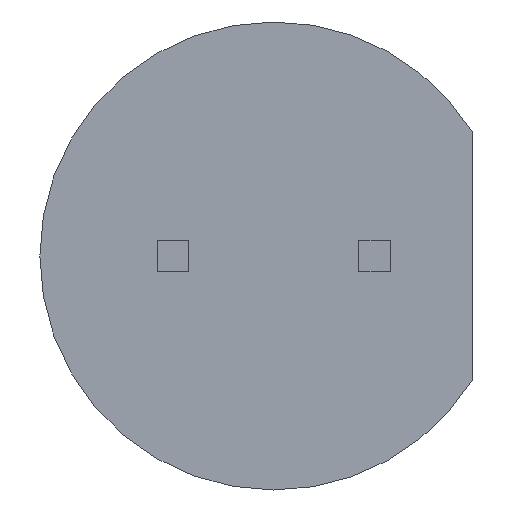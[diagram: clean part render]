
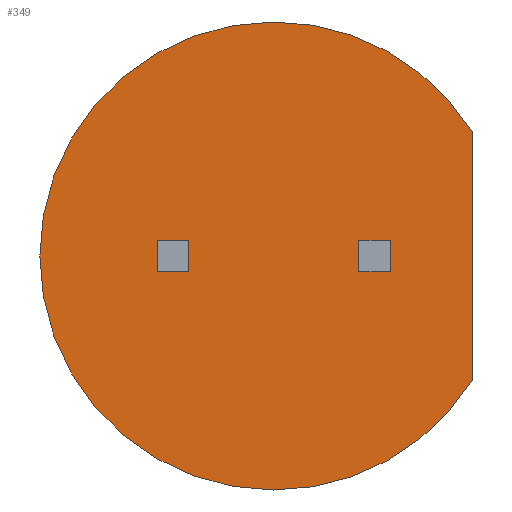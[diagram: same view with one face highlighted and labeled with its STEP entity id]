
A CAD part, front view. The second image highlights one B-rep face of the part: STEP entity #349.
In plain terms, the highlighted planar face has unit normal (0, -1, 0).
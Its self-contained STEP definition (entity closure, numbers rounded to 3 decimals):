
#10 = DIRECTION ( 'NONE',  ( 0., 0., -1. ) ) ;
#11 = EDGE_CURVE ( 'NONE', #14, #284, #488, .T. ) ;
#14 = VERTEX_POINT ( 'NONE', #346 ) ;
#17 = ORIENTED_EDGE ( 'NONE', *, *, #11, .F. ) ;
#21 = AXIS2_PLACEMENT_3D ( 'NONE', #553, #414, #10 ) ;
#26 = CARTESIAN_POINT ( 'NONE',  ( -1.47, -0.564, 0.2 ) ) ;
#58 = LINE ( 'NONE', #695, #776 ) ;
#63 = EDGE_CURVE ( 'NONE', #108, #140, #339, .T. ) ;
#69 = EDGE_CURVE ( 'NONE', #331, #711, #283, .T. ) ;
#70 = PLANE ( 'NONE',  #105 ) ;
#105 = AXIS2_PLACEMENT_3D ( 'NONE', #795, #328, #323 ) ;
#108 = VERTEX_POINT ( 'NONE', #356 ) ;
#122 = ORIENTED_EDGE ( 'NONE', *, *, #69, .T. ) ;
#127 = VERTEX_POINT ( 'NONE', #435 ) ;
#131 = DIRECTION ( 'NONE',  ( 0., 0., -1. ) ) ;
#139 = EDGE_CURVE ( 'NONE', #501, #711, #633, .T. ) ;
#140 = VERTEX_POINT ( 'NONE', #760 ) ;
#152 = VECTOR ( 'NONE', #336, 1000. ) ;
#179 = CARTESIAN_POINT ( 'NONE',  ( 1.07, -0.564, -0.2 ) ) ;
#184 = CARTESIAN_POINT ( 'NONE',  ( 1.07, -0.564, -0.2 ) ) ;
#185 = CARTESIAN_POINT ( 'NONE',  ( 0., -0.564, -0.2 ) ) ;
#222 = CARTESIAN_POINT ( 'NONE',  ( 1.47, -0.564, -0.2 ) ) ;
#233 = EDGE_CURVE ( 'NONE', #752, #14, #327, .T. ) ;
#234 = CARTESIAN_POINT ( 'NONE',  ( 2.5, -0.564, 0. ) ) ;
#243 = EDGE_CURVE ( 'NONE', #108, #568, #655, .T. ) ;
#259 = VECTOR ( 'NONE', #354, 1000. ) ;
#260 = DIRECTION ( 'NONE',  ( -1., 0., 0. ) ) ;
#283 = LINE ( 'NONE', #607, #345 ) ;
#284 = VERTEX_POINT ( 'NONE', #641 ) ;
#304 = VECTOR ( 'NONE', #330, 1000. ) ;
#323 = DIRECTION ( 'NONE',  ( 0., 0., -1. ) ) ;
#327 = CIRCLE ( 'NONE', #648, 2.95 ) ;
#328 = DIRECTION ( 'NONE',  ( 0., -1., 0. ) ) ;
#330 = DIRECTION ( 'NONE',  ( 0., 0., 1. ) ) ;
#331 = VERTEX_POINT ( 'NONE', #536 ) ;
#336 = DIRECTION ( 'NONE',  ( -1., 0., 0. ) ) ;
#338 = AXIS2_PLACEMENT_3D ( 'NONE', #619, #826, #503 ) ;
#339 = LINE ( 'NONE', #222, #304 ) ;
#343 = FACE_BOUND ( 'NONE', #590, .T. ) ;
#345 = VECTOR ( 'NONE', #599, 1000. ) ;
#346 = CARTESIAN_POINT ( 'NONE',  ( 0., -0.564, -2.95 ) ) ;
#349 = ADVANCED_FACE ( 'NONE', ( #343, #478, #404 ), #70, .T. ) ;
#354 = DIRECTION ( 'NONE',  ( -1., 0., 0. ) ) ;
#356 = CARTESIAN_POINT ( 'NONE',  ( 1.47, -0.564, -0.2 ) ) ;
#373 = ORIENTED_EDGE ( 'NONE', *, *, #233, .F. ) ;
#383 = ORIENTED_EDGE ( 'NONE', *, *, #843, .F. ) ;
#392 = EDGE_LOOP ( 'NONE', ( #373, #584, #839, #17 ) ) ;
#394 = DIRECTION ( 'NONE',  ( 0., 1., 0. ) ) ;
#404 = FACE_OUTER_BOUND ( 'NONE', #392, .T. ) ;
#414 = DIRECTION ( 'NONE',  ( 0., 1., 0. ) ) ;
#427 = CARTESIAN_POINT ( 'NONE',  ( 0., -0.564, 0.2 ) ) ;
#431 = CARTESIAN_POINT ( 'NONE',  ( 2.5, -0.564, -1.566 ) ) ;
#435 = CARTESIAN_POINT ( 'NONE',  ( 2.5, -0.564, 1.566 ) ) ;
#445 = EDGE_CURVE ( 'NONE', #284, #127, #634, .T. ) ;
#454 = EDGE_LOOP ( 'NONE', ( #638, #773, #383, #530 ) ) ;
#457 = EDGE_CURVE ( 'NONE', #752, #127, #759, .T. ) ;
#476 = VERTEX_POINT ( 'NONE', #743 ) ;
#478 = FACE_BOUND ( 'NONE', #454, .T. ) ;
#487 = DIRECTION ( 'NONE',  ( 0., 0., 1. ) ) ;
#488 = CIRCLE ( 'NONE', #21, 2.95 ) ;
#501 = VERTEX_POINT ( 'NONE', #26 ) ;
#502 = LINE ( 'NONE', #179, #582 ) ;
#503 = DIRECTION ( 'NONE',  ( 0., 0., -1. ) ) ;
#504 = DIRECTION ( 'NONE',  ( 0., 0., -1. ) ) ;
#512 = EDGE_CURVE ( 'NONE', #140, #684, #754, .T. ) ;
#514 = DIRECTION ( 'NONE',  ( 0., 0., 1. ) ) ;
#518 = CARTESIAN_POINT ( 'NONE',  ( 0., -0.564, 0. ) ) ;
#530 = ORIENTED_EDGE ( 'NONE', *, *, #512, .F. ) ;
#533 = ORIENTED_EDGE ( 'NONE', *, *, #139, .F. ) ;
#536 = CARTESIAN_POINT ( 'NONE',  ( -1.07, -0.564, -0.2 ) ) ;
#553 = CARTESIAN_POINT ( 'NONE',  ( 0., -0.564, 0. ) ) ;
#566 = CARTESIAN_POINT ( 'NONE',  ( 1.07, -0.564, 0.2 ) ) ;
#568 = VERTEX_POINT ( 'NONE', #184 ) ;
#582 = VECTOR ( 'NONE', #781, 1000. ) ;
#584 = ORIENTED_EDGE ( 'NONE', *, *, #457, .T. ) ;
#590 = EDGE_LOOP ( 'NONE', ( #823, #122, #533, #709 ) ) ;
#593 = EDGE_CURVE ( 'NONE', #331, #476, #58, .T. ) ;
#596 = VECTOR ( 'NONE', #260, 1000. ) ;
#599 = DIRECTION ( 'NONE',  ( -1., 0., 0. ) ) ;
#607 = CARTESIAN_POINT ( 'NONE',  ( 0., -0.564, -0.2 ) ) ;
#619 = CARTESIAN_POINT ( 'NONE',  ( 0., -0.564, 0. ) ) ;
#626 = CARTESIAN_POINT ( 'NONE',  ( -1.47, -0.564, -0.2 ) ) ;
#633 = LINE ( 'NONE', #626, #755 ) ;
#634 = CIRCLE ( 'NONE', #338, 2.95 ) ;
#638 = ORIENTED_EDGE ( 'NONE', *, *, #63, .F. ) ;
#641 = CARTESIAN_POINT ( 'NONE',  ( 0., -0.564, 2.95 ) ) ;
#648 = AXIS2_PLACEMENT_3D ( 'NONE', #518, #394, #131 ) ;
#651 = EDGE_CURVE ( 'NONE', #476, #501, #793, .T. ) ;
#655 = LINE ( 'NONE', #185, #596 ) ;
#684 = VERTEX_POINT ( 'NONE', #566 ) ;
#690 = CARTESIAN_POINT ( 'NONE',  ( -1.47, -0.564, -0.2 ) ) ;
#695 = CARTESIAN_POINT ( 'NONE',  ( -1.07, -0.564, -0.2 ) ) ;
#709 = ORIENTED_EDGE ( 'NONE', *, *, #651, .F. ) ;
#711 = VERTEX_POINT ( 'NONE', #690 ) ;
#730 = CARTESIAN_POINT ( 'NONE',  ( 0., -0.564, 0.2 ) ) ;
#743 = CARTESIAN_POINT ( 'NONE',  ( -1.07, -0.564, 0.2 ) ) ;
#748 = VECTOR ( 'NONE', #487, 1000. ) ;
#752 = VERTEX_POINT ( 'NONE', #431 ) ;
#754 = LINE ( 'NONE', #427, #259 ) ;
#755 = VECTOR ( 'NONE', #504, 1000. ) ;
#759 = LINE ( 'NONE', #234, #748 ) ;
#760 = CARTESIAN_POINT ( 'NONE',  ( 1.47, -0.564, 0.2 ) ) ;
#773 = ORIENTED_EDGE ( 'NONE', *, *, #243, .T. ) ;
#776 = VECTOR ( 'NONE', #514, 1000. ) ;
#781 = DIRECTION ( 'NONE',  ( 0., 0., -1. ) ) ;
#793 = LINE ( 'NONE', #730, #152 ) ;
#795 = CARTESIAN_POINT ( 'NONE',  ( 0., -0.564, 0. ) ) ;
#823 = ORIENTED_EDGE ( 'NONE', *, *, #593, .F. ) ;
#826 = DIRECTION ( 'NONE',  ( 0., 1., 0. ) ) ;
#839 = ORIENTED_EDGE ( 'NONE', *, *, #445, .F. ) ;
#843 = EDGE_CURVE ( 'NONE', #684, #568, #502, .T. ) ;
